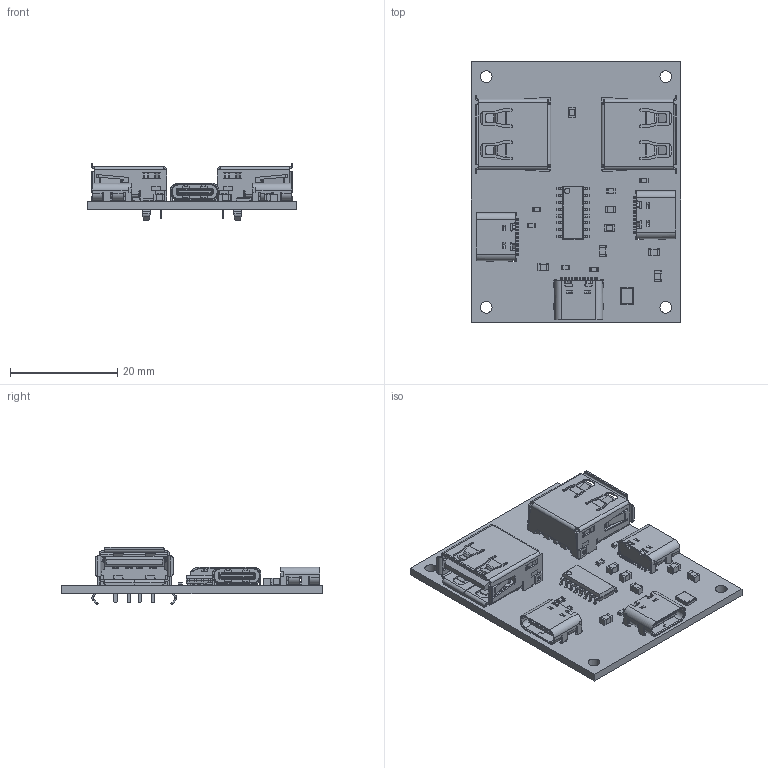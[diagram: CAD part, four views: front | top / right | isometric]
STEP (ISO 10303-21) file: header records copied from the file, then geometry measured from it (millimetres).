
FILE_DESCRIPTION(('KiCad electronic assembly'),'2;1');
FILE_NAME('PCB.step','2025-07-29T13:24:14',('Pcbnew'),('Kicad'), 'Open CASCADE STEP processor 7.9','KiCad to STEP converter','Unknown' );
FILE_SCHEMA(('AUTOMOTIVE_DESIGN { 1 0 10303 214 1 1 1 1 }'));
Length unit declared in the file: millimetre
Products named in the file (11): PCB 1; R_0603_1608Metric; C_0805_2012Metric; TYPE-C-31-M-12--3DModel-STEP-56544; TYPE-C-31-M-12; USB-A1HSW6--3DModel-STEP-740395; USB-A1HSW6 shell; test; SL2.1A--3DModel-STEP-269445; Crystal_SMD_3225-4Pin_3.2x2.5mm; jenin usb hub_PCB
Assembly tree (24 placements, depth 3):
  PCB 1
    R_0603_1608Metric  x6
    C_0805_2012Metric  x7
    TYPE-C-31-M-12--3DModel-STEP-56544  x3
      TYPE-C-31-M-12
    USB-A1HSW6--3DModel-STEP-740395  x2
      USB-A1HSW6 shell
      test
    SL2.1A--3DModel-STEP-269445
    Crystal_SMD_3225-4Pin_3.2x2.5mm
    jenin usb hub_PCB
Bounding box: 39 x 48.5 x 10.8 mm (x, y, z)
Volume: 4317.9 mm3; surface area: 10148.2 mm2
Topology: 183 solids, 183 shells, 4364 faces, 11137 edges, 7162 vertices
Faces by surface type: plane 3226, cylinder 1074, cone 60, bspline 4
Full cylindrical faces by diameter (mm): 0.65 x6, 2.2 x4
Entity records: 58446 total; most frequent: CARTESIAN_POINT 10695, ORIENTED_EDGE 9756, DIRECTION 9384, EDGE_CURVE 4878, LINE 3794, VECTOR 3794, VERTEX_POINT 3142, AXIS2_PLACEMENT_3D 2795
